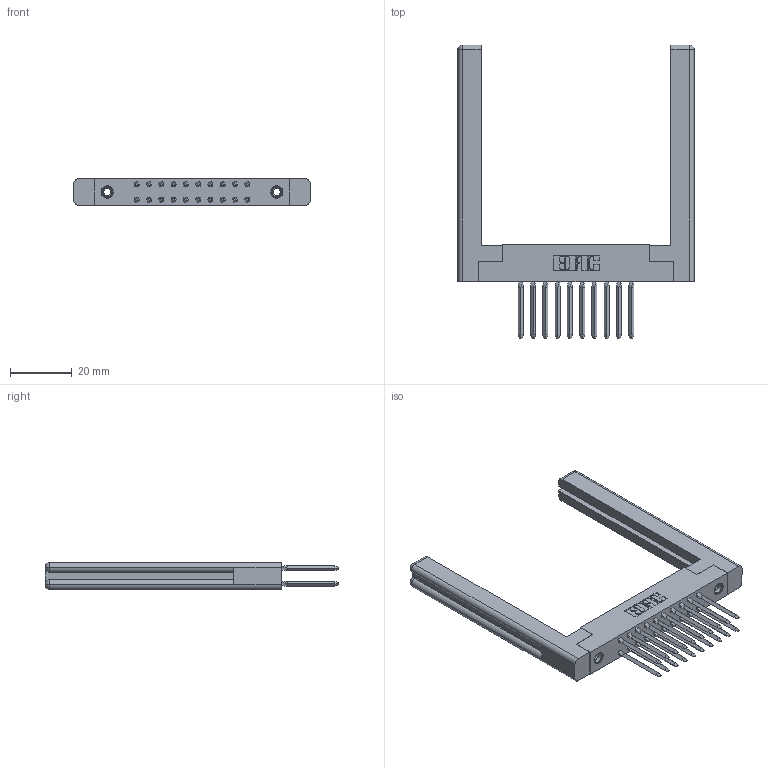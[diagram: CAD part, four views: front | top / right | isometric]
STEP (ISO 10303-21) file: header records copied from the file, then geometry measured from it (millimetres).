
FILE_DESCRIPTION (( 'STEP AP203' ), '1' );
FILE_NAME ('338-020-541-268.STEP', '2020-03-24T17:35:24', ( '' ), ( '' ), 'SwSTEP 2.0', 'SolidWorks 2016', '' );
FILE_SCHEMA (( 'CONFIG_CONTROL_DESIGN' ));
Length unit declared in the file: inch
Products named in the file (5): 338-020-541-268; 307-220-058; 338-290-001_541; 338-210-001_338-210-010-004; 345-250-001_345-250-001-102
Assembly tree (25 placements, depth 2):
  338-020-541-268
    338-210-001_338-210-010-004
    338-290-001_541  x20
    345-250-001_345-250-001-102  x2
    307-220-058  x2
Bounding box: 76.25 x 94.87 x 8.71 mm (x, y, z)
Volume: 13255.1 mm3; surface area: 14597.9 mm2
Topology: 25 solids, 25 shells, 1576 faces, 4205 edges, 2670 vertices
Faces by surface type: plane 1074, cylinder 398, bspline 80, cone 12, torus 12
Entity records: 25557 total; most frequent: CARTESIAN_POINT 5075, ORIENTED_EDGE 4178, DIRECTION 3936, EDGE_CURVE 2089, VECTOR 1510, LINE 1510, VERTEX_POINT 1354, AXIS2_PLACEMENT_3D 1213
